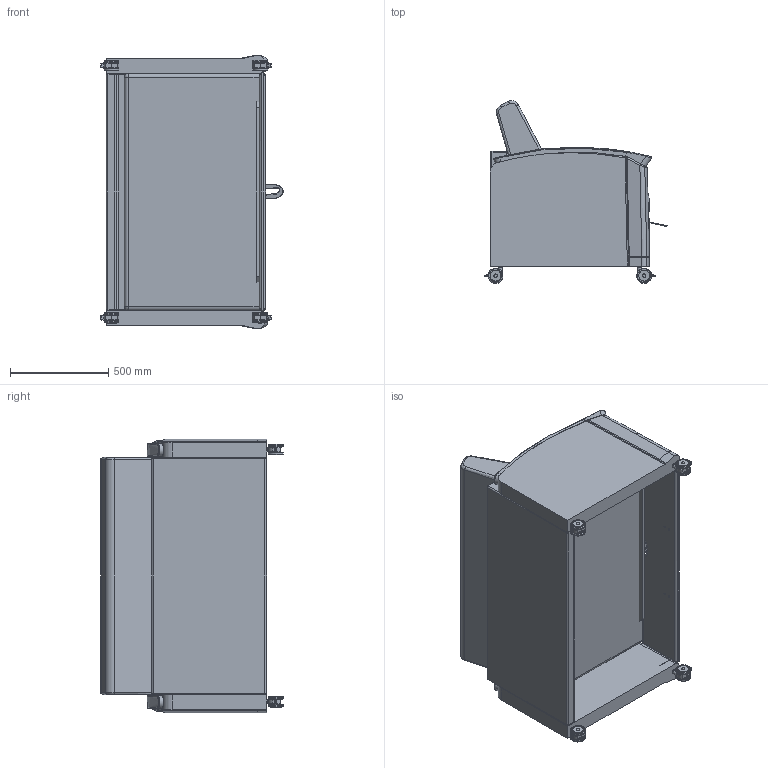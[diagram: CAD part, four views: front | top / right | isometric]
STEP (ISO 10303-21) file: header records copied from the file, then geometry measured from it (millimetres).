
FILE_DESCRIPTION(/* description */ (''),/* implementation_level */ '2;1');
FILE_NAME(/* name */ 'H1900U-W-J sitting.stp',/* time_stamp */ '2019-05-30T10:58:37-04:00',/* author */ ('emehringer'),/* organization */ (''),/* preprocessor_version */ 'ST-DEVELOPER v16.13',/* originating_system */ 'Autodesk Inventor 2018',/* authorisation */ '');
FILE_SCHEMA (('AUTOMOTIVE_DESIGN { 1 0 10303 214 3 1 1 }'));
Length unit declared in the file: inch
Products named in the file (16): H1900U-W-J sitting; UFBACK E0900; UOBACK 0900; UPOUT 0900; USEAT 0900; USEATX 0900; CAST COL 3"LC; CAST COL LOCK; CAST COL 3IN CENTER; CAST COL 3IN WHEEL; CAST COL 3IN INNER WHEEL; CSTR STEM 1.5C; HA1010 MACL BLK; HA1010 MACR BLK; HA1700 ARM L; HA1700 ARM R
Assembly tree (23 placements, depth 3):
  H1900U-W-J sitting
    UFBACK E0900
    UOBACK 0900
    UPOUT 0900
    USEAT 0900
    USEATX 0900
    CAST COL 3"LC  x4
      CAST COL 3IN WHEEL
      CAST COL LOCK
      CAST COL 3IN CENTER
      CAST COL 3IN INNER WHEEL
    CSTR STEM 1.5C  x4
    HA1010 MACL BLK
    HA1010 MACR BLK
    HA1700 ARM L
    HA1700 ARM R
Bounding box: 927.65 x 928.31 x 1391.49 mm (x, y, z)
Volume: 407814266.8 mm3; surface area: 10782010.7 mm2
Topology: 37 solids, 37 shells, 888 faces, 1920 edges, 1145 vertices
Faces by surface type: cylinder 327, plane 223, torus 170, bspline 102, sphere 54, cone 12
Full cylindrical faces by diameter (mm): 7.938 x11, 8.89 x4, 9.525 x4, 10.998 x4, 17.462 x4, 17.475 x4, 17.526 x8, 20.747 x4, 55.88 x8, 55.956 x8, 75.006 x8
Entity records: 18390 total; most frequent: CARTESIAN_POINT 8325, DIRECTION 2010, ORIENTED_EDGE 1906, EDGE_CURVE 953, AXIS2_PLACEMENT_3D 824, VERTEX_POINT 584, EDGE_LOOP 509, FACE_OUTER_BOUND 447
